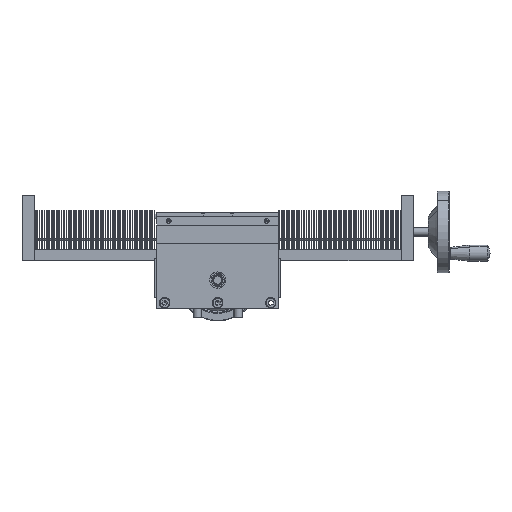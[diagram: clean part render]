
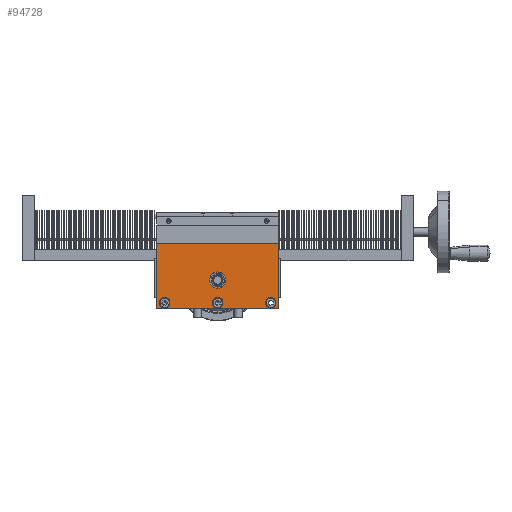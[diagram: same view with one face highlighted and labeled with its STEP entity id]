
A CAD part, front view. The second image highlights one B-rep face of the part: STEP entity #94728.
In plain terms, the highlighted planar face has unit normal (0, -1, 0).
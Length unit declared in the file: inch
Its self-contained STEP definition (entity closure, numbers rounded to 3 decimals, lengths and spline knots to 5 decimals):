
#2411 = VECTOR ( 'NONE', #59457, 39.37008 ) ;
#3683 = CARTESIAN_POINT ( 'NONE',  ( 15.11544, 3.50156, 8.4703 ) ) ;
#3824 = LINE ( 'NONE', #37920, #59277 ) ;
#4374 = DIRECTION ( 'NONE',  ( -1., 0., 0. ) ) ;
#5854 = LINE ( 'NONE', #70655, #2411 ) ;
#7901 = CARTESIAN_POINT ( 'NONE',  ( 9.20993, 3.50156, 11.6199 ) ) ;
#8191 = DIRECTION ( 'NONE',  ( -1., 0., 0. ) ) ;
#8811 = CARTESIAN_POINT ( 'NONE',  ( 9.60363, 3.50156, 8.76557 ) ) ;
#9032 = AXIS2_PLACEMENT_3D ( 'NONE', #82740, #16312, #93887 ) ;
#9321 = EDGE_CURVE ( 'NONE', #91538, #43069, #5854, .T. ) ;
#9833 = VERTEX_POINT ( 'NONE', #47698 ) ;
#10248 = EDGE_CURVE ( 'NONE', #63812, #46960, #129491, .T. ) ;
#12265 = CARTESIAN_POINT ( 'NONE',  ( 11.90678, 3.50156, 8.76557 ) ) ;
#13213 = DIRECTION ( 'NONE',  ( 0., -1., 0. ) ) ;
#14094 = FACE_BOUND ( 'NONE', #114931, .T. ) ;
#15399 = VERTEX_POINT ( 'NONE', #95245 ) ;
#16312 = DIRECTION ( 'NONE',  ( 0., 1., 0. ) ) ;
#16533 = EDGE_CURVE ( 'NONE', #89680, #76134, #52512, .T. ) ;
#17531 = FACE_BOUND ( 'NONE', #77785, .T. ) ;
#17552 = CARTESIAN_POINT ( 'NONE',  ( 14.46584, 3.50156, 8.76557 ) ) ;
#19363 = EDGE_CURVE ( 'NONE', #71609, #15399, #137991, .T. ) ;
#19954 = DIRECTION ( 'NONE',  ( -1., 0., 0. ) ) ;
#20546 = AXIS2_PLACEMENT_3D ( 'NONE', #38205, #115796, #49328 ) ;
#21263 = EDGE_LOOP ( 'NONE', ( #59162, #119397, #38527, #87774 ) ) ;
#22135 = ORIENTED_EDGE ( 'NONE', *, *, #55393, .F. ) ;
#26858 = CARTESIAN_POINT ( 'NONE',  ( 9.34773, 3.50156, 8.76557 ) ) ;
#29868 = AXIS2_PLACEMENT_3D ( 'NONE', #141067, #74658, #8191 ) ;
#32301 = AXIS2_PLACEMENT_3D ( 'NONE', #137245, #70804, #4374 ) ;
#37049 = CIRCLE ( 'NONE', #29868, 0.25591 ) ;
#37920 = CARTESIAN_POINT ( 'NONE',  ( 15.11544, 3.50156, 10.0451 ) ) ;
#38205 = CARTESIAN_POINT ( 'NONE',  ( 12.16269, 3.50156, 8.76557 ) ) ;
#38527 = ORIENTED_EDGE ( 'NONE', *, *, #9321, .F. ) ;
#39518 = AXIS2_PLACEMENT_3D ( 'NONE', #112003, #45556, #123219 ) ;
#39910 = VERTEX_POINT ( 'NONE', #26858 ) ;
#43069 = VERTEX_POINT ( 'NONE', #84586 ) ;
#43085 = AXIS2_PLACEMENT_3D ( 'NONE', #48721, #126319, #59819 ) ;
#43572 = FACE_BOUND ( 'NONE', #90571, .T. ) ;
#45556 = DIRECTION ( 'NONE',  ( 0., -1., 0. ) ) ;
#46960 = VERTEX_POINT ( 'NONE', #17552 ) ;
#47528 = EDGE_CURVE ( 'NONE', #46960, #63812, #37049, .T. ) ;
#47698 = CARTESIAN_POINT ( 'NONE',  ( 12.41859, 3.50156, 8.76557 ) ) ;
#48721 = CARTESIAN_POINT ( 'NONE',  ( 12.16269, 3.50156, 8.76557 ) ) ;
#49328 = DIRECTION ( 'NONE',  ( -1., 0., 0. ) ) ;
#49938 = VERTEX_POINT ( 'NONE', #101505 ) ;
#50912 = CIRCLE ( 'NONE', #141478, 0.25591 ) ;
#52182 = CARTESIAN_POINT ( 'NONE',  ( 12.16269, 3.50156, 11.6199 ) ) ;
#52512 = LINE ( 'NONE', #52182, #104556 ) ;
#55393 = EDGE_CURVE ( 'NONE', #39910, #49938, #50912, .T. ) ;
#59162 = ORIENTED_EDGE ( 'NONE', *, *, #16533, .F. ) ;
#59277 = VECTOR ( 'NONE', #137770, 39.37008 ) ;
#59457 = DIRECTION ( 'NONE',  ( -1., 0., 0. ) ) ;
#59819 = DIRECTION ( 'NONE',  ( -1., 0., 0. ) ) ;
#62631 = CARTESIAN_POINT ( 'NONE',  ( 12.16269, 3.50156, 9.86794 ) ) ;
#63812 = VERTEX_POINT ( 'NONE', #89799 ) ;
#68141 = EDGE_LOOP ( 'NONE', ( #22135, #118565 ) ) ;
#68481 = ORIENTED_EDGE ( 'NONE', *, *, #19363, .F. ) ;
#70118 = VECTOR ( 'NONE', #131229, 39.37008 ) ;
#70655 = CARTESIAN_POINT ( 'NONE',  ( 12.16269, 3.50156, 8.4703 ) ) ;
#70804 = DIRECTION ( 'NONE',  ( 0., -1., 0. ) ) ;
#71609 = VERTEX_POINT ( 'NONE', #134773 ) ;
#73343 = EDGE_CURVE ( 'NONE', #49938, #39910, #136351, .T. ) ;
#73867 = DIRECTION ( 'NONE',  ( -1., 0., 0. ) ) ;
#74658 = DIRECTION ( 'NONE',  ( 0., -1., 0. ) ) ;
#76134 = VERTEX_POINT ( 'NONE', #114864 ) ;
#77785 = EDGE_LOOP ( 'NONE', ( #97500, #143958 ) ) ;
#79625 = CARTESIAN_POINT ( 'NONE',  ( 14.72174, 3.50156, 8.76557 ) ) ;
#82407 = AXIS2_PLACEMENT_3D ( 'NONE', #62631, #140251, #73867 ) ;
#82740 = CARTESIAN_POINT ( 'NONE',  ( 12.16269, 3.50156, 10.0451 ) ) ;
#84586 = CARTESIAN_POINT ( 'NONE',  ( 9.20993, 3.50156, 8.4703 ) ) ;
#85642 = DIRECTION ( 'NONE',  ( 1., 0., 0. ) ) ;
#86352 = DIRECTION ( 'NONE',  ( 0., -1., 0. ) ) ;
#87774 = ORIENTED_EDGE ( 'NONE', *, *, #92196, .F. ) ;
#89680 = VERTEX_POINT ( 'NONE', #7901 ) ;
#89799 = CARTESIAN_POINT ( 'NONE',  ( 14.97765, 3.50156, 8.76557 ) ) ;
#90571 = EDGE_LOOP ( 'NONE', ( #141410, #107672 ) ) ;
#90783 = DIRECTION ( 'NONE',  ( -1., 0., 0. ) ) ;
#91538 = VERTEX_POINT ( 'NONE', #3683 ) ;
#92196 = EDGE_CURVE ( 'NONE', #76134, #91538, #3824, .T. ) ;
#93395 = AXIS2_PLACEMENT_3D ( 'NONE', #79625, #13213, #90783 ) ;
#93887 = DIRECTION ( 'NONE',  ( -1., 0., 0. ) ) ;
#94728 = ADVANCED_FACE ( 'NONE', ( #17531, #102592, #43572, #14094, #128625 ), #104563, .F. ) ;
#95245 = CARTESIAN_POINT ( 'NONE',  ( 11.76899, 3.50156, 9.86794 ) ) ;
#97500 = ORIENTED_EDGE ( 'NONE', *, *, #131446, .F. ) ;
#101505 = CARTESIAN_POINT ( 'NONE',  ( 9.85954, 3.50156, 8.76557 ) ) ;
#102592 = FACE_BOUND ( 'NONE', #68141, .T. ) ;
#104556 = VECTOR ( 'NONE', #85642, 39.37008 ) ;
#104563 = PLANE ( 'NONE',  #9032 ) ;
#106519 = EDGE_CURVE ( 'NONE', #15399, #71609, #126135, .T. ) ;
#107672 = ORIENTED_EDGE ( 'NONE', *, *, #10248, .F. ) ;
#108786 = ORIENTED_EDGE ( 'NONE', *, *, #106519, .F. ) ;
#112003 = CARTESIAN_POINT ( 'NONE',  ( 9.60363, 3.50156, 8.76557 ) ) ;
#114864 = CARTESIAN_POINT ( 'NONE',  ( 15.11544, 3.50156, 11.6199 ) ) ;
#114931 = EDGE_LOOP ( 'NONE', ( #108786, #68481 ) ) ;
#115796 = DIRECTION ( 'NONE',  ( 0., -1., 0. ) ) ;
#116817 = EDGE_CURVE ( 'NONE', #43069, #89680, #125668, .T. ) ;
#118565 = ORIENTED_EDGE ( 'NONE', *, *, #73343, .F. ) ;
#119397 = ORIENTED_EDGE ( 'NONE', *, *, #116817, .F. ) ;
#120109 = CARTESIAN_POINT ( 'NONE',  ( 9.20993, 3.50156, 10.0451 ) ) ;
#120285 = CIRCLE ( 'NONE', #20546, 0.25591 ) ;
#123219 = DIRECTION ( 'NONE',  ( -1., 0., 0. ) ) ;
#125668 = LINE ( 'NONE', #120109, #70118 ) ;
#126135 = CIRCLE ( 'NONE', #82407, 0.3937 ) ;
#126319 = DIRECTION ( 'NONE',  ( 0., -1., 0. ) ) ;
#127578 = CIRCLE ( 'NONE', #43085, 0.25591 ) ;
#128625 = FACE_OUTER_BOUND ( 'NONE', #21263, .T. ) ;
#129491 = CIRCLE ( 'NONE', #93395, 0.25591 ) ;
#129531 = EDGE_CURVE ( 'NONE', #9833, #131875, #120285, .T. ) ;
#131229 = DIRECTION ( 'NONE',  ( 0., 0., 1. ) ) ;
#131446 = EDGE_CURVE ( 'NONE', #131875, #9833, #127578, .T. ) ;
#131875 = VERTEX_POINT ( 'NONE', #12265 ) ;
#134773 = CARTESIAN_POINT ( 'NONE',  ( 12.55639, 3.50156, 9.86794 ) ) ;
#136351 = CIRCLE ( 'NONE', #39518, 0.25591 ) ;
#137245 = CARTESIAN_POINT ( 'NONE',  ( 12.16269, 3.50156, 9.86794 ) ) ;
#137770 = DIRECTION ( 'NONE',  ( 0., 0., -1. ) ) ;
#137991 = CIRCLE ( 'NONE', #32301, 0.3937 ) ;
#140251 = DIRECTION ( 'NONE',  ( 0., -1., 0. ) ) ;
#141067 = CARTESIAN_POINT ( 'NONE',  ( 14.72174, 3.50156, 8.76557 ) ) ;
#141410 = ORIENTED_EDGE ( 'NONE', *, *, #47528, .F. ) ;
#141478 = AXIS2_PLACEMENT_3D ( 'NONE', #8811, #86352, #19954 ) ;
#143958 = ORIENTED_EDGE ( 'NONE', *, *, #129531, .F. ) ;
